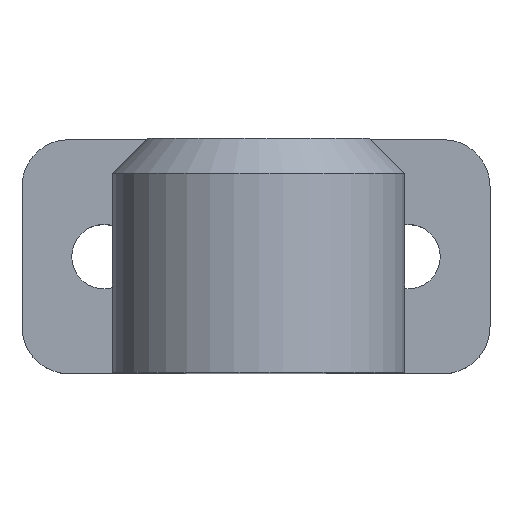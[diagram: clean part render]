
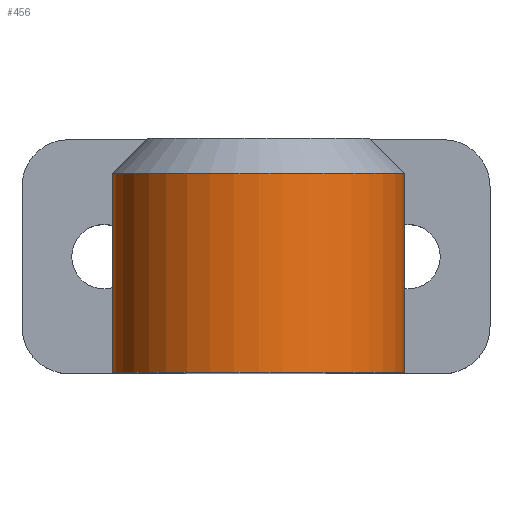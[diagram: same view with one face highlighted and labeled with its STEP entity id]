
A CAD part, top view. The second image highlights one B-rep face of the part: STEP entity #456.
In plain terms, the highlighted cylindrical face has radius 12.5 mm (diameter 25 mm), a partial arc.
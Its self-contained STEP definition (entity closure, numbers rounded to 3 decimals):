
#16=CYLINDRICAL_SURFACE('',#501,12.5);
#54=FACE_OUTER_BOUND('',#81,.T.);
#81=EDGE_LOOP('',(#363,#364,#365,#366));
#125=LINE('',#728,#171);
#127=LINE('',#732,#173);
#171=VECTOR('',#586,10.);
#173=VECTOR('',#590,10.);
#197=CIRCLE('',#496,12.5);
#198=CIRCLE('',#502,12.5);
#227=VERTEX_POINT('',#706);
#228=VERTEX_POINT('',#711);
#232=VERTEX_POINT('',#727);
#233=VERTEX_POINT('',#731);
#274=EDGE_CURVE('',#227,#228,#197,.T.);
#281=EDGE_CURVE('',#232,#228,#125,.T.);
#283=EDGE_CURVE('',#233,#227,#127,.T.);
#284=EDGE_CURVE('',#233,#232,#198,.T.);
#363=ORIENTED_EDGE('',*,*,#274,.F.);
#364=ORIENTED_EDGE('',*,*,#283,.F.);
#365=ORIENTED_EDGE('',*,*,#284,.T.);
#366=ORIENTED_EDGE('',*,*,#281,.T.);
#456=ADVANCED_FACE('',(#54),#16,.T.);
#496=AXIS2_PLACEMENT_3D('',#713,#570,#571);
#501=AXIS2_PLACEMENT_3D('',#730,#588,#589);
#502=AXIS2_PLACEMENT_3D('',#733,#591,#592);
#570=DIRECTION('center_axis',(0.,1.,0.));
#571=DIRECTION('ref_axis',(1.,0.,0.));
#586=DIRECTION('',(0.,1.,0.));
#588=DIRECTION('center_axis',(0.,1.,0.));
#589=DIRECTION('ref_axis',(0.,0.,1.));
#590=DIRECTION('',(0.,1.,0.));
#591=DIRECTION('center_axis',(0.,1.,0.));
#592=DIRECTION('ref_axis',(1.,0.,0.));
#706=CARTESIAN_POINT('',(8.299,17.,63.755));
#711=CARTESIAN_POINT('',(32.151,17.,63.755));
#713=CARTESIAN_POINT('Origin',(20.225,17.,67.5));
#727=CARTESIAN_POINT('',(32.151,0.,63.755));
#728=CARTESIAN_POINT('',(32.151,0.,63.755));
#730=CARTESIAN_POINT('Origin',(20.225,0.,67.5));
#731=CARTESIAN_POINT('',(8.299,0.,63.755));
#732=CARTESIAN_POINT('',(8.299,0.,63.755));
#733=CARTESIAN_POINT('Origin',(20.225,0.,67.5));
